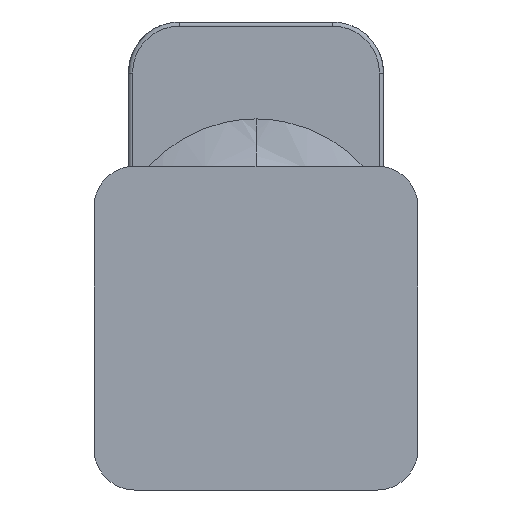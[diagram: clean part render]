
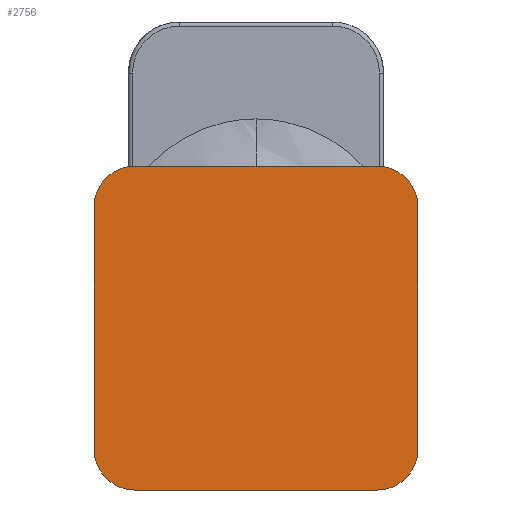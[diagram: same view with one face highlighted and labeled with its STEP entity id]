
A CAD part, front view. The second image highlights one B-rep face of the part: STEP entity #2756.
In plain terms, the highlighted face is planar.
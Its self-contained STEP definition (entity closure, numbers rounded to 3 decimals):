
#1 = CARTESIAN_POINT ( 'NONE',  ( 31.75, -23.75, 0. ) ) ;
#14 = DIRECTION ( 'NONE',  ( 0., 0., -1. ) ) ;
#48 = PLANE ( 'NONE',  #1856 ) ;
#71 = VERTEX_POINT ( 'NONE', #3233 ) ;
#114 = ORIENTED_EDGE ( 'NONE', *, *, #3065, .F. ) ;
#139 = CARTESIAN_POINT ( 'NONE',  ( 31.75, 23.75, 0. ) ) ;
#209 = EDGE_CURVE ( 'NONE', #612, #894, #2146, .T. ) ;
#245 = EDGE_CURVE ( 'NONE', #2137, #71, #2760, .T. ) ;
#325 = CARTESIAN_POINT ( 'NONE',  ( -23.75, 31.75, 0. ) ) ;
#394 = ORIENTED_EDGE ( 'NONE', *, *, #209, .T. ) ;
#411 = VERTEX_POINT ( 'NONE', #139 ) ;
#461 = DIRECTION ( 'NONE',  ( 0., 0., -1. ) ) ;
#540 = CARTESIAN_POINT ( 'NONE',  ( -31.75, -31.75, 0. ) ) ;
#595 = CARTESIAN_POINT ( 'NONE',  ( -31.75, 23.75, 0. ) ) ;
#612 = VERTEX_POINT ( 'NONE', #1 ) ;
#615 = VERTEX_POINT ( 'NONE', #1297 ) ;
#640 = DIRECTION ( 'NONE',  ( 1., 0., 0. ) ) ;
#656 = AXIS2_PLACEMENT_3D ( 'NONE', #2455, #805, #640 ) ;
#671 = DIRECTION ( 'NONE',  ( 0., 1., 0. ) ) ;
#698 = ORIENTED_EDGE ( 'NONE', *, *, #1312, .F. ) ;
#704 = ORIENTED_EDGE ( 'NONE', *, *, #3485, .F. ) ;
#805 = DIRECTION ( 'NONE',  ( 0., 0., -1. ) ) ;
#866 = CARTESIAN_POINT ( 'NONE',  ( 23.75, -31.75, 0. ) ) ;
#875 = DIRECTION ( 'NONE',  ( 1., 0., 0. ) ) ;
#894 = VERTEX_POINT ( 'NONE', #866 ) ;
#907 = DIRECTION ( 'NONE',  ( 0., 0., 1. ) ) ;
#936 = CARTESIAN_POINT ( 'NONE',  ( 23.75, 23.75, 0. ) ) ;
#1076 = AXIS2_PLACEMENT_3D ( 'NONE', #1169, #2790, #875 ) ;
#1123 = DIRECTION ( 'NONE',  ( 1., 0., 0. ) ) ;
#1154 = AXIS2_PLACEMENT_3D ( 'NONE', #936, #461, #2114 ) ;
#1160 = FACE_OUTER_BOUND ( 'NONE', #1395, .T. ) ;
#1169 = CARTESIAN_POINT ( 'NONE',  ( -23.75, 23.75, 0. ) ) ;
#1174 = EDGE_CURVE ( 'NONE', #2137, #2089, #1723, .T. ) ;
#1242 = VECTOR ( 'NONE', #1123, 1000. ) ;
#1275 = CARTESIAN_POINT ( 'NONE',  ( 31.75, -31.75, 0. ) ) ;
#1297 = CARTESIAN_POINT ( 'NONE',  ( 23.75, 31.75, 0. ) ) ;
#1312 = EDGE_CURVE ( 'NONE', #2887, #894, #1889, .T. ) ;
#1340 = VECTOR ( 'NONE', #671, 1000. ) ;
#1395 = EDGE_LOOP ( 'NONE', ( #698, #1733, #1657, #3173, #704, #1863, #114, #394 ) ) ;
#1657 = ORIENTED_EDGE ( 'NONE', *, *, #245, .F. ) ;
#1662 = DIRECTION ( 'NONE',  ( 1., 0., 0. ) ) ;
#1675 = DIRECTION ( 'NONE',  ( -1., 0., 0. ) ) ;
#1723 = CIRCLE ( 'NONE', #1076, 8. ) ;
#1733 = ORIENTED_EDGE ( 'NONE', *, *, #3451, .T. ) ;
#1760 = EDGE_CURVE ( 'NONE', #615, #411, #3022, .T. ) ;
#1856 = AXIS2_PLACEMENT_3D ( 'NONE', #1984, #907, #3194 ) ;
#1863 = ORIENTED_EDGE ( 'NONE', *, *, #1760, .T. ) ;
#1872 = CIRCLE ( 'NONE', #2641, 8. ) ;
#1889 = LINE ( 'NONE', #3303, #1242 ) ;
#1939 = CARTESIAN_POINT ( 'NONE',  ( -23.75, -23.75, 0. ) ) ;
#1971 = CARTESIAN_POINT ( 'NONE',  ( -23.75, -31.75, 0. ) ) ;
#1984 = CARTESIAN_POINT ( 'NONE',  ( 31.75, 31.75, 0. ) ) ;
#1993 = LINE ( 'NONE', #1275, #1340 ) ;
#2089 = VERTEX_POINT ( 'NONE', #325 ) ;
#2114 = DIRECTION ( 'NONE',  ( 1., 0., 0. ) ) ;
#2137 = VERTEX_POINT ( 'NONE', #595 ) ;
#2146 = CIRCLE ( 'NONE', #656, 8. ) ;
#2455 = CARTESIAN_POINT ( 'NONE',  ( 23.75, -23.75, 0. ) ) ;
#2490 = LINE ( 'NONE', #2739, #3297 ) ;
#2641 = AXIS2_PLACEMENT_3D ( 'NONE', #1939, #14, #1662 ) ;
#2678 = VECTOR ( 'NONE', #3107, 1000. ) ;
#2739 = CARTESIAN_POINT ( 'NONE',  ( -31.75, 31.75, 0. ) ) ;
#2756 = ADVANCED_FACE ( 'NONE', ( #1160 ), #48, .F. ) ;
#2760 = LINE ( 'NONE', #540, #2678 ) ;
#2790 = DIRECTION ( 'NONE',  ( 0., 0., -1. ) ) ;
#2887 = VERTEX_POINT ( 'NONE', #1971 ) ;
#3022 = CIRCLE ( 'NONE', #1154, 8. ) ;
#3065 = EDGE_CURVE ( 'NONE', #612, #411, #1993, .T. ) ;
#3107 = DIRECTION ( 'NONE',  ( 0., -1., 0. ) ) ;
#3173 = ORIENTED_EDGE ( 'NONE', *, *, #1174, .T. ) ;
#3194 = DIRECTION ( 'NONE',  ( 1., 0., 0. ) ) ;
#3233 = CARTESIAN_POINT ( 'NONE',  ( -31.75, -23.75, 0. ) ) ;
#3297 = VECTOR ( 'NONE', #1675, 1000. ) ;
#3303 = CARTESIAN_POINT ( 'NONE',  ( 31.75, -31.75, 0. ) ) ;
#3451 = EDGE_CURVE ( 'NONE', #2887, #71, #1872, .T. ) ;
#3485 = EDGE_CURVE ( 'NONE', #615, #2089, #2490, .T. ) ;
